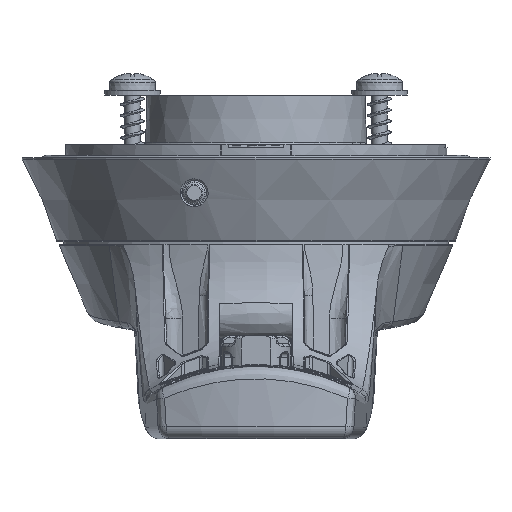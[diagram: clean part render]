
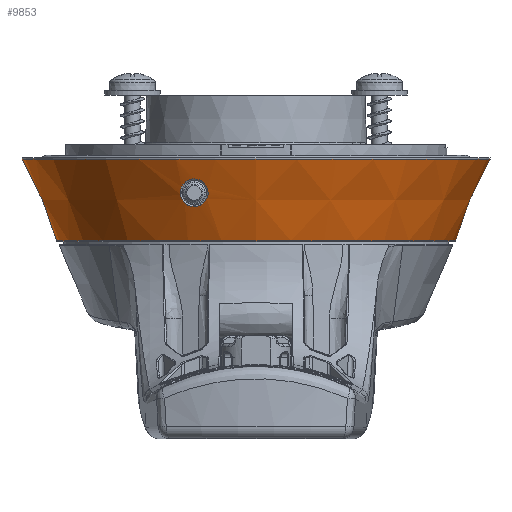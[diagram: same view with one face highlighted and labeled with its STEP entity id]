
A CAD part, front view. The second image highlights one B-rep face of the part: STEP entity #9853.
In plain terms, the highlighted conical face has half-angle 23 degrees and reference radius 32.25 mm.
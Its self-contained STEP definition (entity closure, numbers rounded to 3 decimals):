
#2100=CONICAL_SURFACE('',#77411,32.25,23.);
#3801=FACE_BOUND('',#19833,.T.);
#3802=FACE_BOUND('',#19834,.T.);
#3803=FACE_BOUND('',#19835,.T.);
#6043=CIRCLE('',#77258,37.896);
#6124=CIRCLE('',#77410,32.302);
#9853=ADVANCED_FACE('',(#3801,#3802,#3803),#2100,.T.);
#19833=EDGE_LOOP('',(#46608));
#19834=EDGE_LOOP('',(#46609));
#19835=EDGE_LOOP('',(#46610));
#23553=B_SPLINE_CURVE_WITH_KNOTS('',3,(#146633,#146634,#146635,#146636,
#146637,#146638,#146639,#146640,#146641,#146642,#146643,#146644,#146645,
#146646,#146647,#146648,#146649,#146650,#146651),.UNSPECIFIED.,.T.,.F.,
(1,3,3,3,3,3,3,3,1),(-0.167,0.,0.167,0.333,
0.5,0.667,0.833,1.,1.167),
 .UNSPECIFIED.);
#46608=ORIENTED_EDGE('',*,*,#67645,.T.);
#46609=ORIENTED_EDGE('',*,*,#67647,.T.);
#46610=ORIENTED_EDGE('',*,*,#67869,.F.);
#57957=VERTEX_POINT('',#146652);
#57959=VERTEX_POINT('',#146657);
#58089=VERTEX_POINT('',#147472);
#67645=EDGE_CURVE('',#57957,#57957,#23553,.T.);
#67647=EDGE_CURVE('',#57959,#57959,#6043,.T.);
#67869=EDGE_CURVE('',#58089,#58089,#6124,.T.);
#77258=AXIS2_PLACEMENT_3D('',#146656,#90320,#90321);
#77410=AXIS2_PLACEMENT_3D('',#147471,#90686,#90687);
#77411=AXIS2_PLACEMENT_3D('',#147473,#90688,#90689);
#90320=DIRECTION('',(0.,0.,-1.));
#90321=DIRECTION('',(0.,-1.,0.));
#90686=DIRECTION('',(0.,0.,-1.));
#90687=DIRECTION('',(1.,0.,0.));
#90688=DIRECTION('',(0.,0.,1.));
#90689=DIRECTION('',(1.,0.,0.));
#146633=CARTESIAN_POINT('',(-12.226,-33.291,7.574));
#146634=CARTESIAN_POINT('',(-12.392,-33.742,8.706));
#146635=CARTESIAN_POINT('',(-11.643,-34.539,9.841));
#146636=CARTESIAN_POINT('',(-10.48,-35.001,10.098));
#146637=CARTESIAN_POINT('',(-9.899,-35.232,10.226));
#146638=CARTESIAN_POINT('',(-9.239,-35.354,10.103));
#146639=CARTESIAN_POINT('',(-8.732,-35.329,9.758));
#146640=CARTESIAN_POINT('',(-8.224,-35.304,9.414));
#146641=CARTESIAN_POINT('',(-7.874,-35.127,8.831));
#146642=CARTESIAN_POINT('',(-7.78,-34.901,8.263));
#146643=CARTESIAN_POINT('',(-7.591,-34.449,7.127));
#146644=CARTESIAN_POINT('',(-8.375,-33.77,5.939));
#146645=CARTESIAN_POINT('',(-9.549,-33.327,5.696));
#146646=CARTESIAN_POINT('',(-10.136,-33.105,5.575));
#146647=CARTESIAN_POINT('',(-10.795,-32.954,5.711));
#146648=CARTESIAN_POINT('',(-11.292,-32.94,6.058));
#146649=CARTESIAN_POINT('',(-11.789,-32.925,6.405));
#146650=CARTESIAN_POINT('',(-12.142,-33.062,7.001));
#146651=CARTESIAN_POINT('',(-12.226,-33.291,7.574));
#146652=CARTESIAN_POINT('',(-12.226,-33.291,7.574));
#146656=CARTESIAN_POINT('',(0.,0.,13.3));
#146657=CARTESIAN_POINT('',(0.,-37.896,13.3));
#147471=CARTESIAN_POINT('',(0.,0.,0.122));
#147472=CARTESIAN_POINT('',(-32.302,0.,0.122));
#147473=CARTESIAN_POINT('',(0.,0.,0.));
